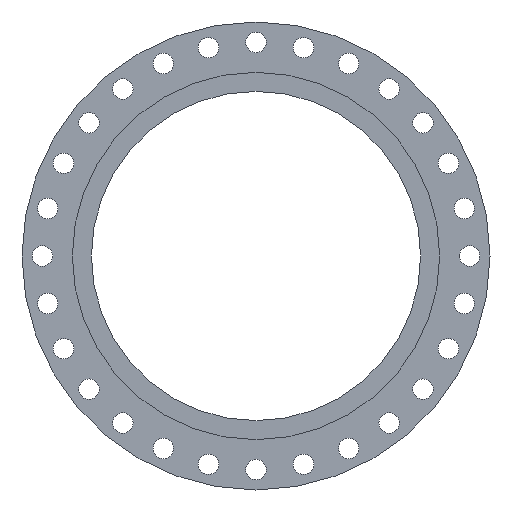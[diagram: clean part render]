
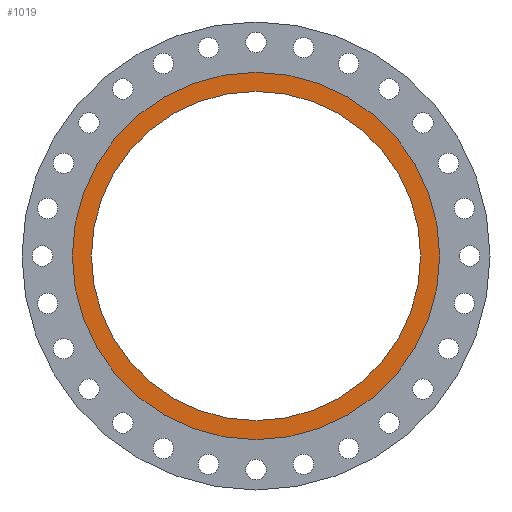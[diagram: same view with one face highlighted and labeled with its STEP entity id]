
A CAD part, left-side view. The second image highlights one B-rep face of the part: STEP entity #1019.
In plain terms, the highlighted planar face has unit normal (-1, 0, 0).
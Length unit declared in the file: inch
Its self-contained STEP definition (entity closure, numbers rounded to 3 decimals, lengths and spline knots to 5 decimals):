
#93 = AXIS2_PLACEMENT_3D ( 'NONE', #1478, #1259, #1246 ) ;
#171 = CIRCLE ( 'NONE', #757, 16.875 ) ;
#244 = EDGE_CURVE ( 'NONE', #326, #1951, #171, .T. ) ;
#326 = VERTEX_POINT ( 'NONE', #439 ) ;
#344 = AXIS2_PLACEMENT_3D ( 'NONE', #644, #1789, #1032 ) ;
#439 = CARTESIAN_POINT ( 'NONE',  ( -0.14414, 0., -16.875 ) ) ;
#460 = AXIS2_PLACEMENT_3D ( 'NONE', #2345, #1334, #2147 ) ;
#474 = ORIENTED_EDGE ( 'NONE', *, *, #1534, .T. ) ;
#488 = ORIENTED_EDGE ( 'NONE', *, *, #1485, .F. ) ;
#500 = FACE_OUTER_BOUND ( 'NONE', #1171, .T. ) ;
#612 = CARTESIAN_POINT ( 'NONE',  ( -0.14414, 0., 16.875 ) ) ;
#644 = CARTESIAN_POINT ( 'NONE',  ( -0.14414, 0., 0. ) ) ;
#670 = EDGE_LOOP ( 'NONE', ( #2238, #488 ) ) ;
#757 = AXIS2_PLACEMENT_3D ( 'NONE', #1154, #2129, #2357 ) ;
#984 = CARTESIAN_POINT ( 'NONE',  ( -0.14414, 0., -15.125 ) ) ;
#1019 = ADVANCED_FACE ( 'NONE', ( #500, #1272 ), #2056, .T. ) ;
#1032 = DIRECTION ( 'NONE',  ( 0., 0., 1. ) ) ;
#1154 = CARTESIAN_POINT ( 'NONE',  ( -0.14414, 0., 0. ) ) ;
#1171 = EDGE_LOOP ( 'NONE', ( #474, #2260 ) ) ;
#1246 = DIRECTION ( 'NONE',  ( 0., 0., 1. ) ) ;
#1259 = DIRECTION ( 'NONE',  ( -1., 0., 0. ) ) ;
#1272 = FACE_BOUND ( 'NONE', #670, .T. ) ;
#1334 = DIRECTION ( 'NONE',  ( -1., 0., 0. ) ) ;
#1370 = EDGE_CURVE ( 'NONE', #2155, #1880, #1571, .T. ) ;
#1445 = CIRCLE ( 'NONE', #344, 16.875 ) ;
#1467 = CARTESIAN_POINT ( 'NONE',  ( -0.14414, 0., 15.125 ) ) ;
#1478 = CARTESIAN_POINT ( 'NONE',  ( -0.14414, 0., 0. ) ) ;
#1485 = EDGE_CURVE ( 'NONE', #1880, #2155, #2408, .T. ) ;
#1534 = EDGE_CURVE ( 'NONE', #1951, #326, #1445, .T. ) ;
#1571 = CIRCLE ( 'NONE', #2502, 15.125 ) ;
#1789 = DIRECTION ( 'NONE',  ( -1., 0., 0. ) ) ;
#1880 = VERTEX_POINT ( 'NONE', #984 ) ;
#1933 = DIRECTION ( 'NONE',  ( 0., 0., 1. ) ) ;
#1951 = VERTEX_POINT ( 'NONE', #612 ) ;
#2056 = PLANE ( 'NONE',  #93 ) ;
#2129 = DIRECTION ( 'NONE',  ( -1., 0., 0. ) ) ;
#2136 = DIRECTION ( 'NONE',  ( -1., 0., 0. ) ) ;
#2147 = DIRECTION ( 'NONE',  ( 0., 0., 1. ) ) ;
#2155 = VERTEX_POINT ( 'NONE', #1467 ) ;
#2238 = ORIENTED_EDGE ( 'NONE', *, *, #1370, .F. ) ;
#2260 = ORIENTED_EDGE ( 'NONE', *, *, #244, .T. ) ;
#2345 = CARTESIAN_POINT ( 'NONE',  ( -0.14414, 0., 0. ) ) ;
#2357 = DIRECTION ( 'NONE',  ( 0., 0., 1. ) ) ;
#2408 = CIRCLE ( 'NONE', #460, 15.125 ) ;
#2502 = AXIS2_PLACEMENT_3D ( 'NONE', #2528, #2136, #1933 ) ;
#2528 = CARTESIAN_POINT ( 'NONE',  ( -0.14414, 0., 0. ) ) ;
